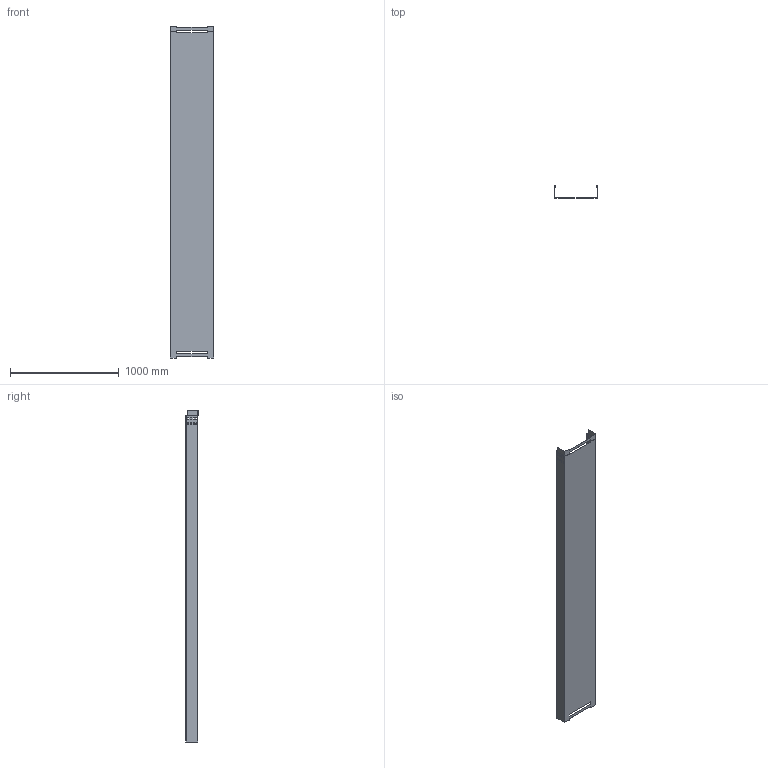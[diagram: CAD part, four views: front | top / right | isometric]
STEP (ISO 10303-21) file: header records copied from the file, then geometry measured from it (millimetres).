
FILE_DESCRIPTION((''),'2;1');
FILE_NAME('6059622','2013-01-25T',('AndreasKeweloh'),(''),'PRO/ENGINEER BY PARAMETRIC TECHNOLOGY CORPORATION, 2012360','PRO/ENGINEER BY PARAMETRIC TECHNOLOGY CORPORATION, 2012360','');
FILE_SCHEMA(('CONFIG_CONTROL_DESIGN'));
Length unit declared in the file: millimetre
Products named in the file (1): 6059622
Bounding box: 403.5 x 111.75 x 3050 mm (x, y, z)
Volume: 1942036.4 mm3; surface area: 3893958 mm2
Topology: 1 solids, 1 shells, 198 faces, 538 edges, 340 vertices
Faces by surface type: plane 86, cylinder 80, bspline 20, cone 6, torus 4, sphere 2
Entity records: 7440 total; most frequent: CARTESIAN_POINT 2400, ORIENTED_EDGE 1076, DIRECTION 990, EDGE_CURVE 538, VERTEX_POINT 340, AXIS2_PLACEMENT_3D 334, VECTOR 322, LINE 322
